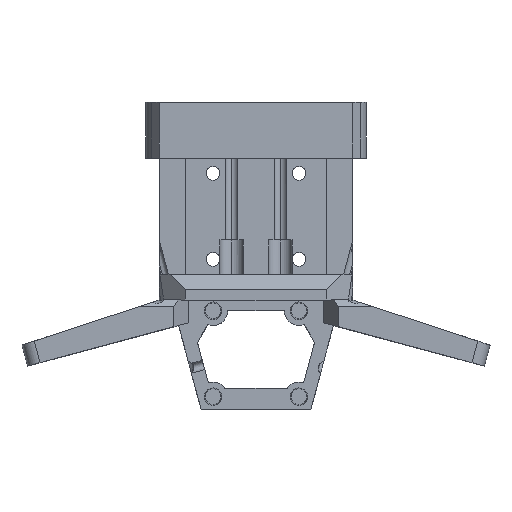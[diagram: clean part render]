
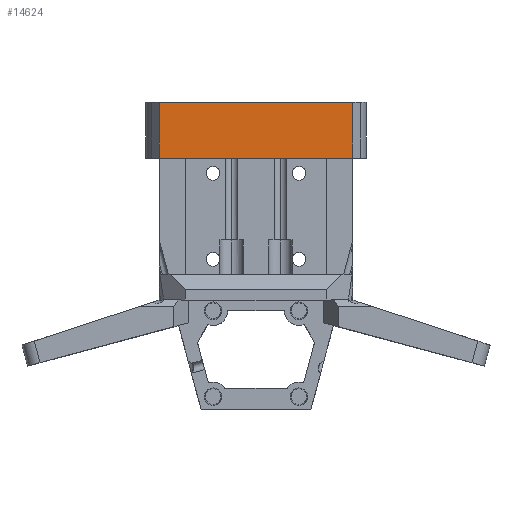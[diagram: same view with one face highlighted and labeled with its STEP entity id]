
A CAD part, top view. The second image highlights one B-rep face of the part: STEP entity #14624.
In plain terms, the highlighted planar face has unit normal (0, 0, 1).
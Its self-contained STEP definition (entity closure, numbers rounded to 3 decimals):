
#185 = VERTEX_POINT ( 'NONE', #19283 ) ;
#562 = VECTOR ( 'NONE', #16167, 1000. ) ;
#2131 = DIRECTION ( 'NONE',  ( 0., -1., 0. ) ) ;
#2514 = DIRECTION ( 'NONE',  ( -1., 0., 0. ) ) ;
#2799 = VERTEX_POINT ( 'NONE', #11060 ) ;
#2966 = CARTESIAN_POINT ( 'NONE',  ( 22.5, 26.5, 8.5 ) ) ;
#5524 = CARTESIAN_POINT ( 'NONE',  ( 22.5, 13.5, 8.5 ) ) ;
#5680 = CARTESIAN_POINT ( 'NONE',  ( 22.5, 26.5, 8.5 ) ) ;
#5746 = LINE ( 'NONE', #5524, #562 ) ;
#6261 = CARTESIAN_POINT ( 'NONE',  ( 22.5, 26.5, 8.5 ) ) ;
#6479 = PLANE ( 'NONE',  #10162 ) ;
#7313 = EDGE_CURVE ( 'NONE', #2799, #18079, #11651, .T. ) ;
#7632 = EDGE_CURVE ( 'NONE', #18079, #9726, #11220, .T. ) ;
#7916 = DIRECTION ( 'NONE',  ( 0., -1., 0. ) ) ;
#8308 = VECTOR ( 'NONE', #2131, 1000. ) ;
#9375 = ORIENTED_EDGE ( 'NONE', *, *, #7313, .T. ) ;
#9726 = VERTEX_POINT ( 'NONE', #19380 ) ;
#9751 = EDGE_CURVE ( 'NONE', #185, #9726, #5746, .T. ) ;
#10034 = ORIENTED_EDGE ( 'NONE', *, *, #21913, .F. ) ;
#10162 = AXIS2_PLACEMENT_3D ( 'NONE', #6261, #13251, #13463 ) ;
#10173 = VECTOR ( 'NONE', #7916, 1000. ) ;
#10517 = VECTOR ( 'NONE', #2514, 1000. ) ;
#10860 = ORIENTED_EDGE ( 'NONE', *, *, #7632, .T. ) ;
#11060 = CARTESIAN_POINT ( 'NONE',  ( 22.5, 26.5, 8.5 ) ) ;
#11220 = LINE ( 'NONE', #14999, #10173 ) ;
#11638 = EDGE_LOOP ( 'NONE', ( #10860, #13487, #10034, #9375 ) ) ;
#11651 = LINE ( 'NONE', #2966, #10517 ) ;
#13251 = DIRECTION ( 'NONE',  ( 0., 0., -1. ) ) ;
#13463 = DIRECTION ( 'NONE',  ( -1., 0., 0. ) ) ;
#13487 = ORIENTED_EDGE ( 'NONE', *, *, #9751, .F. ) ;
#14624 = ADVANCED_FACE ( 'NONE', ( #21814 ), #6479, .F. ) ;
#14999 = CARTESIAN_POINT ( 'NONE',  ( -22.5, 26.5, 8.5 ) ) ;
#15858 = LINE ( 'NONE', #5680, #8308 ) ;
#16167 = DIRECTION ( 'NONE',  ( -1., 0., 0. ) ) ;
#18079 = VERTEX_POINT ( 'NONE', #21132 ) ;
#19283 = CARTESIAN_POINT ( 'NONE',  ( 22.5, 13.5, 8.5 ) ) ;
#19380 = CARTESIAN_POINT ( 'NONE',  ( -22.5, 13.5, 8.5 ) ) ;
#21132 = CARTESIAN_POINT ( 'NONE',  ( -22.5, 26.5, 8.5 ) ) ;
#21814 = FACE_OUTER_BOUND ( 'NONE', #11638, .T. ) ;
#21913 = EDGE_CURVE ( 'NONE', #2799, #185, #15858, .T. ) ;
